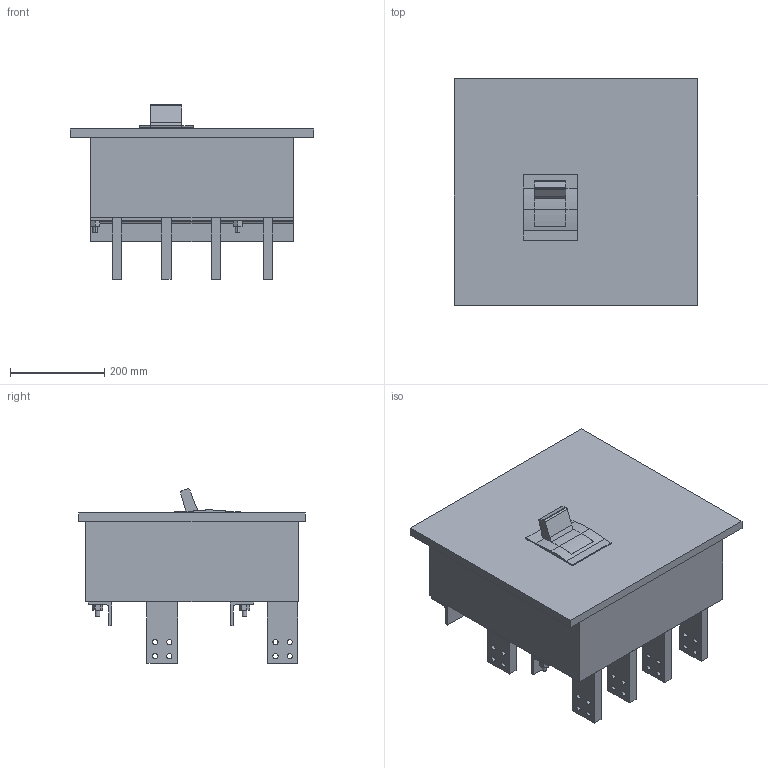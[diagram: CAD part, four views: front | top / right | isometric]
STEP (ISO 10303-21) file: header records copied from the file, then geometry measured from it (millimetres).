
FILE_DESCRIPTION(('CoCreate Modeling STEP Export'),'2;1');
FILE_NAME('ＸＳ２０００ＮＥ４Ｐ.stp','2016-03-31T13:32:27',(''),(''),'CoCreate Modeling STEP processor for AP214 (Solid Model)','CoCreate Modeling 17.0 01-Apr-2010 (C) Parametric Technology GmbH','');
FILE_SCHEMA(('AUTOMOTIVE_DESIGN { 1 0 10303 214 1 1 1 1 }'));
Length unit declared in the file: millimetre
Products named in the file (6): p3.3; p4; p2; p2.1; p1; ＸＳ２０００ＮＥ４Ｐ
Assembly tree (11 placements, depth 2):
  ＸＳ２０００ＮＥ４Ｐ
    p4  x4
    p3.3  x4
    p1
    p2.1
    p2
Bounding box: 515 x 480 x 369.83 mm (x, y, z)
Volume: 39330733.8 mm3; surface area: 1217029.3 mm2
Topology: 11 solids, 11 shells, 233 faces, 589 edges, 392 vertices
Faces by surface type: plane 127, cylinder 106
Entity records: 6208 total; most frequent: ORIENTED_EDGE 998, CARTESIAN_POINT 832, DIRECTION 709, EDGE_CURVE 499, VERTEX_POINT 332, VECTOR 291, LINE 291, EDGE_LOOP 279
